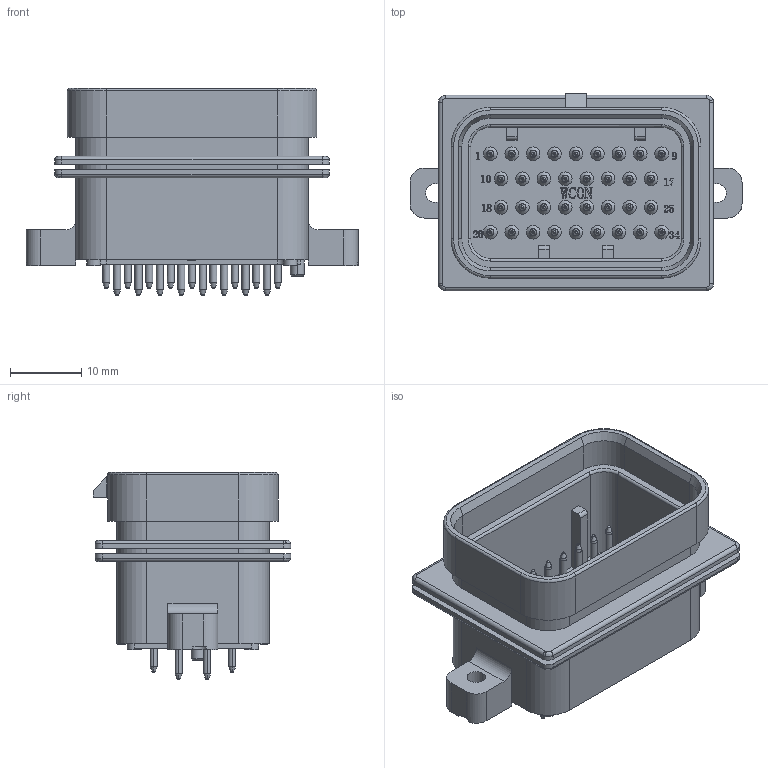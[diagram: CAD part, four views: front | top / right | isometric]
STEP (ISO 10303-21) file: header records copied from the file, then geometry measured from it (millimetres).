
FILE_DESCRIPTION( ('This file contains a STEP AP42 implementation' ,'as created by ZW3D STEP Interface translator.') ,'2;1' );
FILE_NAME( '73040-4MS034CPS4BA1W.stp' ,'23 320.172548', (''), ('ZWCAD Software Co.'), 'Version 1.0', 'ZW3D to STEP translator', '' );
FILE_SCHEMA(('AUTOMOTIVE_DESIGN { 1 0 10303 214 1 1 1 1 }'));
Length unit declared in the file: millimetre
Products named in the file (3): 0; 73040-4MS034CPS4BA1W001; T5001
Assembly tree (34 placements, depth 2):
  0
  73040-4MS034CPS4BA1W001
    T5001  x34
Bounding box: 46.5 x 27.65 x 29 mm (x, y, z)
Volume: 7389.9 mm3; surface area: 10519.4 mm2
Topology: 35 solids, 35 shells, 2462 faces, 6264 edges, 3874 vertices
Faces by surface type: plane 1501, cylinder 451, bspline 320, cone 182, torus 8
Full cylindrical faces by diameter (mm): 1 x34
Entity records: 26775 total; most frequent: CARTESIAN_POINT 6574, ORIENTED_EDGE 4210, DIRECTION 3626, EDGE_CURVE 2105, VECTOR 1374, LINE 1374, VERTEX_POINT 1365, AXIS2_PLACEMENT_3D 1126
